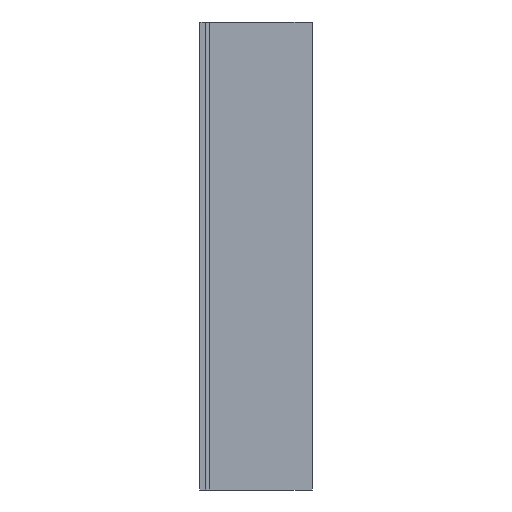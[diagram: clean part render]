
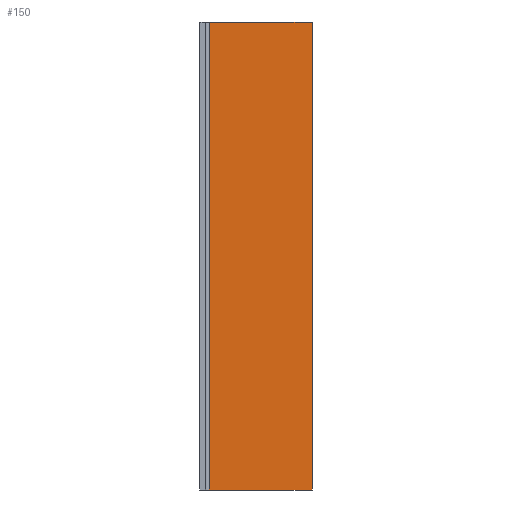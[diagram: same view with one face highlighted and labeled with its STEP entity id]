
A CAD part, left-side view. The second image highlights one B-rep face of the part: STEP entity #150.
In plain terms, the highlighted free-form (B-spline) face has degree [1, 1] with [2, 2] control points.
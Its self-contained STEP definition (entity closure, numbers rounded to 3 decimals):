
#25 = FACE_OUTER_BOUND ( 'NONE', #411, .T. ) ;
#29 = CARTESIAN_POINT ( 'NONE',  ( 30.854, -34.699, 250. ) ) ;
#32 = CARTESIAN_POINT ( 'NONE',  ( 30.854, 20.301, 250. ) ) ;
#41 = VERTEX_POINT ( 'NONE', #318 ) ;
#53 = CARTESIAN_POINT ( 'NONE',  ( 30.854, -34.699, 0. ) ) ;
#57 = CARTESIAN_POINT ( 'NONE',  ( 30.854, -34.699, 0. ) ) ;
#71 = EDGE_CURVE ( 'NONE', #375, #277, #333, .T. ) ;
#80 = CARTESIAN_POINT ( 'NONE',  ( 30.854, 20.301, 250. ) ) ;
#87 = CARTESIAN_POINT ( 'NONE',  ( 30.854, 20.301, 0. ) ) ;
#107 = ORIENTED_EDGE ( 'NONE', *, *, #206, .F. ) ;
#137 = CARTESIAN_POINT ( 'NONE',  ( 30.854, 20.301, 0. ) ) ;
#150 = ADVANCED_FACE ( 'NONE', ( #25 ), #222, .F. ) ;
#169 = ORIENTED_EDGE ( 'NONE', *, *, #71, .F. ) ;
#181 = CARTESIAN_POINT ( 'NONE',  ( 30.854, 20.301, 250. ) ) ;
#198 = B_SPLINE_CURVE_WITH_KNOTS ( 'NONE', 1,
 ( #181, #319 ),
 .UNSPECIFIED., .F., .F.,
 ( 2, 2 ),
 ( 0., 1. ),
 .UNSPECIFIED. ) ;
#200 = B_SPLINE_CURVE_WITH_KNOTS ( 'NONE', 1,
 ( #137, #32 ),
 .UNSPECIFIED., .F., .F.,
 ( 2, 2 ),
 ( -1., 0. ),
 .UNSPECIFIED. ) ;
#201 = VERTEX_POINT ( 'NONE', #29 ) ;
#206 = EDGE_CURVE ( 'NONE', #201, #375, #282, .T. ) ;
#212 = CARTESIAN_POINT ( 'NONE',  ( 30.854, -34.699, 0. ) ) ;
#222 = B_SPLINE_SURFACE_WITH_KNOTS ( 'NONE', 1, 1, ( 
 ( #294, #248 ),
 ( #388, #80 ) ),
 .UNSPECIFIED., .F., .F., .F.,
 ( 2, 2 ),
 ( 2, 2 ),
 ( 0., 1. ),
 ( 0., 1. ),
 .UNSPECIFIED. ) ;
#227 = ORIENTED_EDGE ( 'NONE', *, *, #304, .F. ) ;
#248 = CARTESIAN_POINT ( 'NONE',  ( 30.854, -34.699, 250. ) ) ;
#277 = VERTEX_POINT ( 'NONE', #306 ) ;
#282 = B_SPLINE_CURVE_WITH_KNOTS ( 'NONE', 1,
 ( #374, #57 ),
 .UNSPECIFIED., .F., .F.,
 ( 2, 2 ),
 ( 0., 1. ),
 .UNSPECIFIED. ) ;
#294 = CARTESIAN_POINT ( 'NONE',  ( 30.854, -34.699, 0. ) ) ;
#304 = EDGE_CURVE ( 'NONE', #277, #41, #200, .T. ) ;
#306 = CARTESIAN_POINT ( 'NONE',  ( 30.854, 20.301, 0. ) ) ;
#318 = CARTESIAN_POINT ( 'NONE',  ( 30.854, 20.301, 250. ) ) ;
#319 = CARTESIAN_POINT ( 'NONE',  ( 30.854, -34.699, 250. ) ) ;
#333 = B_SPLINE_CURVE_WITH_KNOTS ( 'NONE', 1,
 ( #53, #87 ),
 .UNSPECIFIED., .F., .F.,
 ( 2, 2 ),
 ( 0., 1. ),
 .UNSPECIFIED. ) ;
#344 = ORIENTED_EDGE ( 'NONE', *, *, #410, .F. ) ;
#374 = CARTESIAN_POINT ( 'NONE',  ( 30.854, -34.699, 250. ) ) ;
#375 = VERTEX_POINT ( 'NONE', #212 ) ;
#388 = CARTESIAN_POINT ( 'NONE',  ( 30.854, 20.301, 0. ) ) ;
#410 = EDGE_CURVE ( 'NONE', #41, #201, #198, .T. ) ;
#411 = EDGE_LOOP ( 'NONE', ( #107, #344, #227, #169 ) ) ;
